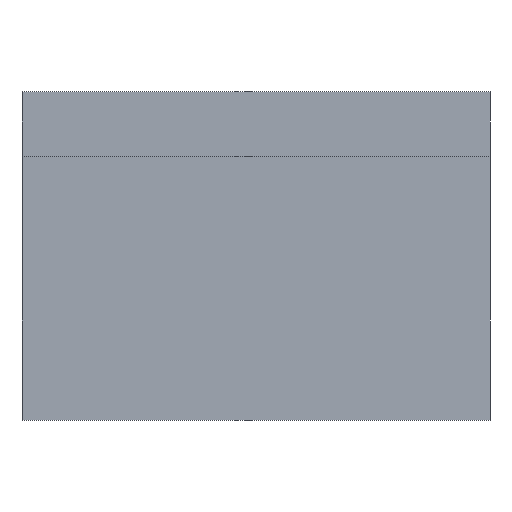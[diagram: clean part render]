
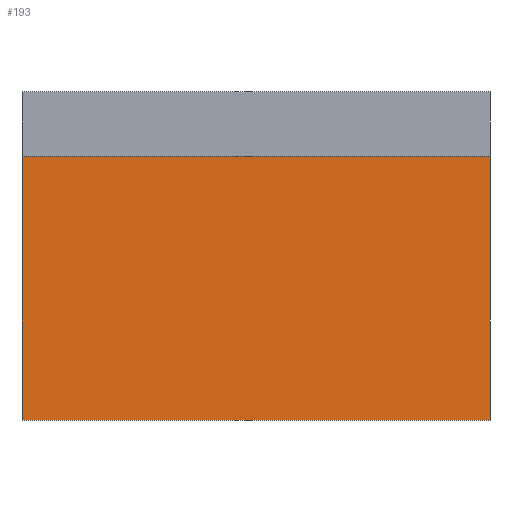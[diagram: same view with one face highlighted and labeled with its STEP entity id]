
A CAD part, front view. The second image highlights one B-rep face of the part: STEP entity #193.
In plain terms, the highlighted planar face has unit normal (0, -1, 0).
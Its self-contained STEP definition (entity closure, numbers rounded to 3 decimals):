
#56=ORIENTED_EDGE('',*,*,#90,.T.);
#57=ORIENTED_EDGE('',*,*,#75,.T.);
#58=ORIENTED_EDGE('',*,*,#70,.T.);
#59=ORIENTED_EDGE('',*,*,#87,.T.);
#70=EDGE_CURVE('',#95,#94,#110,.T.);
#75=EDGE_CURVE('',#99,#95,#115,.T.);
#87=EDGE_CURVE('',#94,#107,#127,.T.);
#90=EDGE_CURVE('',#107,#99,#130,.T.);
#94=VERTEX_POINT('',#271);
#95=VERTEX_POINT('',#273);
#99=VERTEX_POINT('',#283);
#107=VERTEX_POINT('',#304);
#110=LINE('',#272,#134);
#115=LINE('',#282,#139);
#127=LINE('',#305,#151);
#130=LINE('',#311,#154);
#134=VECTOR('',#225,1000.);
#139=VECTOR('',#232,1000.);
#151=VECTOR('',#248,1000.);
#154=VECTOR('',#257,1000.);
#163=EDGE_LOOP('',(#56,#57,#58,#59));
#173=FACE_BOUND('',#163,.T.);
#183=PLANE('',#216);
#193=ADVANCED_FACE('',(#173),#183,.T.);
#216=AXIS2_PLACEMENT_3D('',#312,#258,#259);
#225=DIRECTION('',(1.,0.,0.));
#232=DIRECTION('',(0.,0.,-1.));
#248=DIRECTION('',(0.,0.,1.));
#257=DIRECTION('',(-1.,0.,0.));
#258=DIRECTION('',(0.,-1.,0.));
#259=DIRECTION('',(0.,0.,-1.));
#271=CARTESIAN_POINT('',(168.,19.75,-118.));
#272=CARTESIAN_POINT('',(-168.,19.75,-118.));
#273=CARTESIAN_POINT('',(-168.,19.75,-118.));
#282=CARTESIAN_POINT('',(-168.,19.75,71.5));
#283=CARTESIAN_POINT('',(-168.,19.75,71.5));
#304=CARTESIAN_POINT('',(168.,19.75,71.5));
#305=CARTESIAN_POINT('',(168.,19.75,-118.));
#311=CARTESIAN_POINT('',(168.,19.75,71.5));
#312=CARTESIAN_POINT('',(0.,19.75,0.));
